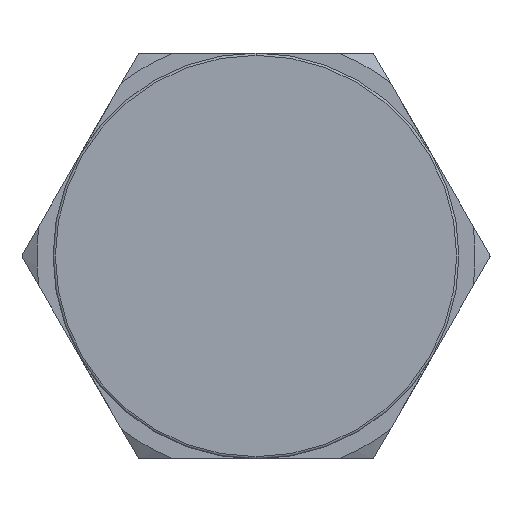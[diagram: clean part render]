
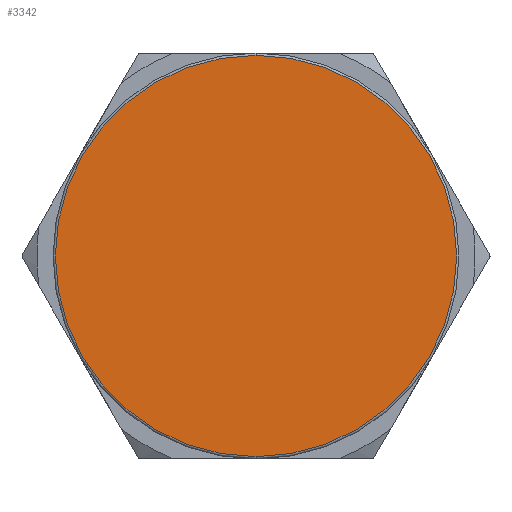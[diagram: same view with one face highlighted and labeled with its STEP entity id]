
A CAD part, left-side view. The second image highlights one B-rep face of the part: STEP entity #3342.
In plain terms, the highlighted planar face has unit normal (-1, 0, 0).
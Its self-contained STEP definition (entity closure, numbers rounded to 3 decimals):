
#233=CARTESIAN_POINT('',(-2.5,0.,0.));
#234=DIRECTION('',(-1.,0.,0.));
#235=DIRECTION('',(0.,0.,1.));
#236=AXIS2_PLACEMENT_3D('',#233,#234,#235);
#238=CARTESIAN_POINT('',(-2.5,0.,0.));
#239=DIRECTION('',(-1.,0.,0.));
#240=DIRECTION('',(0.,0.,-1.));
#241=AXIS2_PLACEMENT_3D('',#238,#239,#240);
#3173=CARTESIAN_POINT('',(-2.5,0.,17.25));
#3174=CARTESIAN_POINT('',(-2.5,0.,-17.25));
#3175=VERTEX_POINT('',#3173);
#3176=VERTEX_POINT('',#3174);
#3332=CARTESIAN_POINT('',(-2.5,0.,0.));
#3333=DIRECTION('',(1.,0.,0.));
#3334=DIRECTION('',(0.,1.,0.));
#3335=AXIS2_PLACEMENT_3D('',#3332,#3333,#3334);
#3336=PLANE('',#3335);
#3337=ORIENTED_EDGE('',*,*,#3322,.F.);
#3339=ORIENTED_EDGE('',*,*,#3338,.F.);
#3340=EDGE_LOOP('',(#3337,#3339));
#3341=FACE_OUTER_BOUND('',#3340,.F.);
#237=CIRCLE('',#236,17.25);
#242=CIRCLE('',#241,17.25);
#3322=EDGE_CURVE('',#3175,#3176,#237,.T.);
#3338=EDGE_CURVE('',#3176,#3175,#242,.T.);
#3342=ADVANCED_FACE('',(#3341),#3336,.F.);
